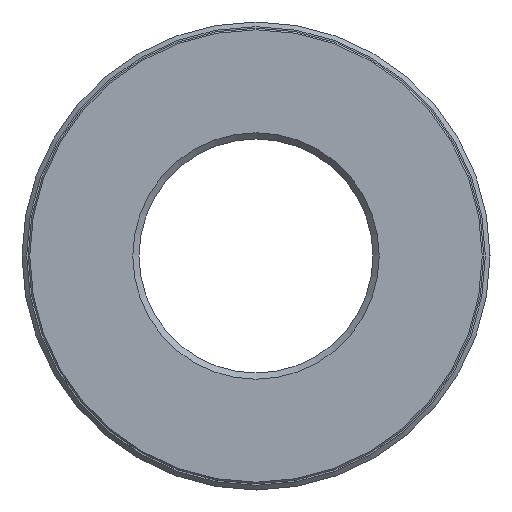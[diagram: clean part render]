
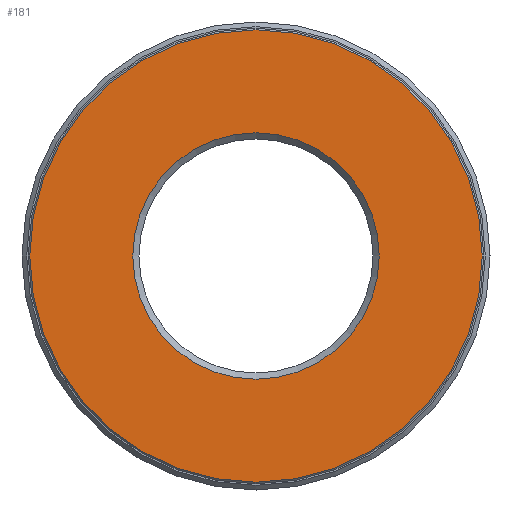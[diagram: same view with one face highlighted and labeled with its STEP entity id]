
A CAD part, front view. The second image highlights one B-rep face of the part: STEP entity #181.
In plain terms, the highlighted planar face has unit normal (0, -1, 0).
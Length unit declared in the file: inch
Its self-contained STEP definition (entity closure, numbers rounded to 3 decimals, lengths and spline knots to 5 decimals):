
#24 = CARTESIAN_POINT ( 'NONE',  ( 0., 0., 0.725 ) ) ;
#35 = AXIS2_PLACEMENT_3D ( 'NONE', #415, #132, #140 ) ;
#52 = FACE_OUTER_BOUND ( 'NONE', #297, .T. ) ;
#89 = PLANE ( 'NONE',  #35 ) ;
#122 = CARTESIAN_POINT ( 'NONE',  ( 0., 0., 0.395 ) ) ;
#132 = DIRECTION ( 'NONE',  ( 0., 1., 0. ) ) ;
#140 = DIRECTION ( 'NONE',  ( 0., 0., 1. ) ) ;
#141 = DIRECTION ( 'NONE',  ( 0., 0., 1. ) ) ;
#181 = ADVANCED_FACE ( 'NONE', ( #52, #397 ), #89, .F. ) ;
#189 = VERTEX_POINT ( 'NONE', #24 ) ;
#195 = AXIS2_PLACEMENT_3D ( 'NONE', #350, #587, #306 ) ;
#297 = EDGE_LOOP ( 'NONE', ( #509 ) ) ;
#306 = DIRECTION ( 'NONE',  ( 0., 0., 1. ) ) ;
#307 = EDGE_LOOP ( 'NONE', ( #518 ) ) ;
#332 = EDGE_CURVE ( 'NONE', #189, #189, #439, .T. ) ;
#350 = CARTESIAN_POINT ( 'NONE',  ( 0., 0., 0. ) ) ;
#353 = CIRCLE ( 'NONE', #195, 0.395 ) ;
#367 = DIRECTION ( 'NONE',  ( 0., 1., 0. ) ) ;
#397 = FACE_BOUND ( 'NONE', #307, .T. ) ;
#415 = CARTESIAN_POINT ( 'NONE',  ( 0., 0., 0. ) ) ;
#420 = CARTESIAN_POINT ( 'NONE',  ( 0., 0., 0. ) ) ;
#439 = CIRCLE ( 'NONE', #511, 0.725 ) ;
#509 = ORIENTED_EDGE ( 'NONE', *, *, #332, .F. ) ;
#511 = AXIS2_PLACEMENT_3D ( 'NONE', #420, #367, #141 ) ;
#518 = ORIENTED_EDGE ( 'NONE', *, *, #569, .T. ) ;
#567 = VERTEX_POINT ( 'NONE', #122 ) ;
#569 = EDGE_CURVE ( 'NONE', #567, #567, #353, .T. ) ;
#587 = DIRECTION ( 'NONE',  ( 0., 1., 0. ) ) ;
